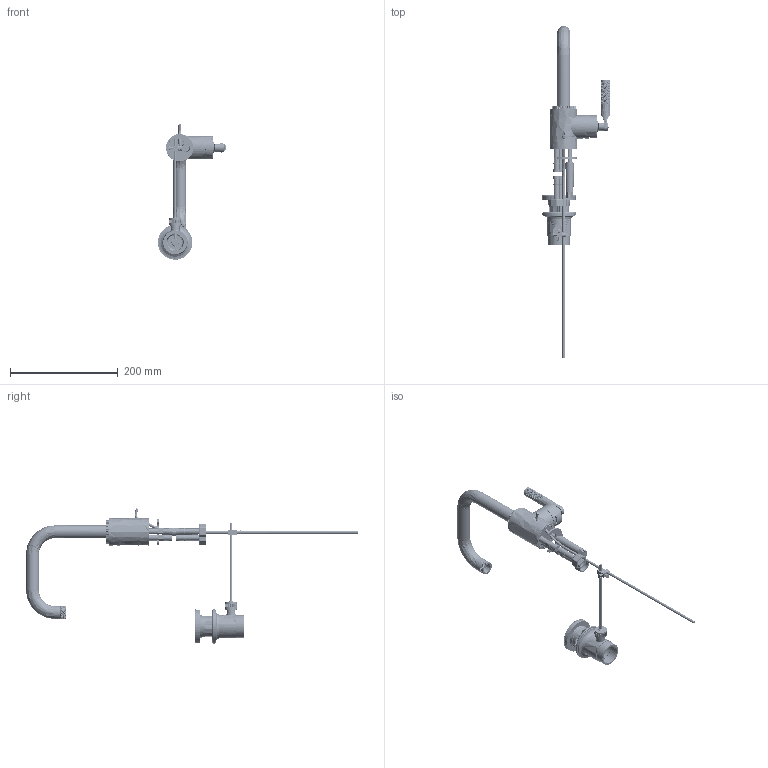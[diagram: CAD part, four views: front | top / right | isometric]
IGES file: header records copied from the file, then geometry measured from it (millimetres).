
Global section: file name: LANDMARK THINNER SPOUTS EXPORTV7K09SLK-LH; native system: Autodesk Inventor 2020; preprocessor: unknown; author: adaniels; date: 20221125.121004; units: millimetre
Bounding box: 126.92 x 616.54 x 251.4 mm (x, y, z)
Volume: 368439.2 mm3; surface area: 235349.1 mm2
Topology: 51 solids, 51 shells, 14599 faces, 31930 edges, 17610 vertices
Faces by surface type: bspline 14599
